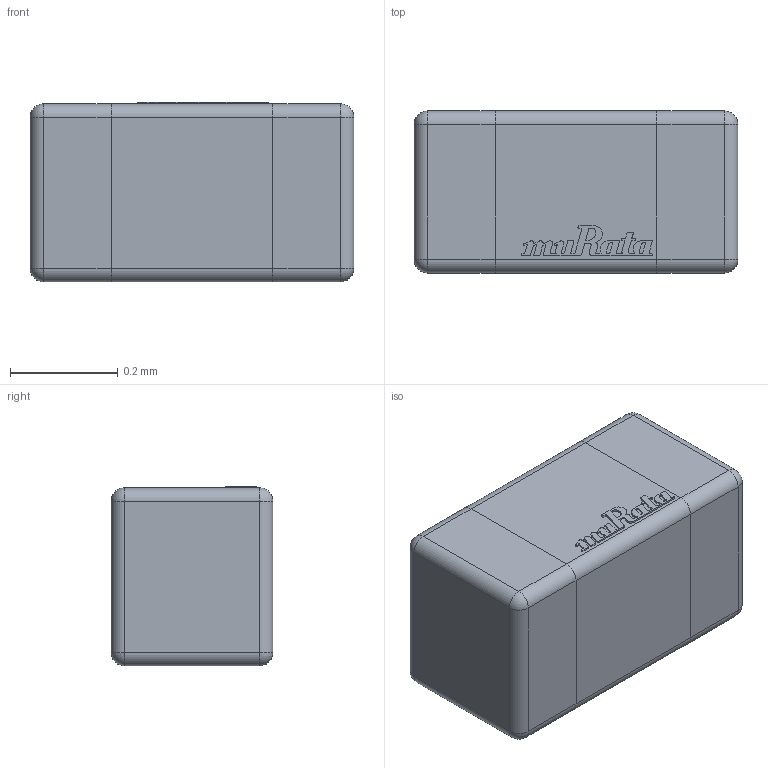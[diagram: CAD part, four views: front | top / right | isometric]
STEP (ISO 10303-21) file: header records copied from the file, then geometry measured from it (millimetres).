
FILE_DESCRIPTION(/* description */ (''),/* implementation_level */ '2;1');
FILE_NAME(/* name */ 'Murata GRM0335C1HR30BA01D - 0201 0.3 pF 50 V ±0.1 pF Tolerance C0G SMT Multilayer Ceramic Capacitor.stp',/* time_stamp */ '2020-05-09T20:01:55-04:00',/* author */ ('Ricardo'),/* organization */ (''),/* preprocessor_version */ 'ST-DEVELOPER v18.1',/* originating_system */ 'Autodesk Inventor 2020',/* authorisation */ '');
FILE_SCHEMA (('AUTOMOTIVE_DESIGN { 1 0 10303 214 3 1 1 }'));
Length unit declared in the file: millimetre
Products named in the file (4): Murata GRM188C71A475KE11D - Ceramic Capacitor X7S 0603; terminals; body; logo
Assembly tree (3 placements, depth 2):
  Murata GRM188C71A475KE11D - Ceramic Capacitor X7S 0603
    terminals
    body
    logo
Bounding box: 0.6 x 0.3 x 0.33 mm (x, y, z)
Volume: 0.1 mm3; surface area: 1.3 mm2
Topology: 4 solids, 4 shells, 232 faces, 648 edges, 424 vertices
Faces by surface type: bspline 108, plane 86, cylinder 30, sphere 8
Entity records: 8142 total; most frequent: CARTESIAN_POINT 2383, ORIENTED_EDGE 1296, DIRECTION 1014, EDGE_CURVE 648, VERTEX_POINT 424, LINE 372, VECTOR 372, AXIS2_PLACEMENT_3D 321
